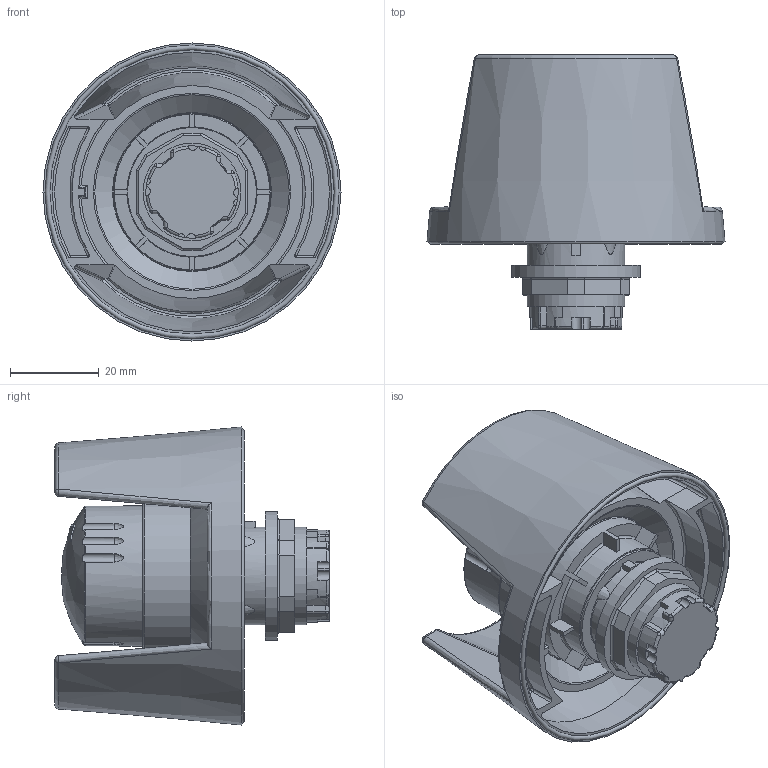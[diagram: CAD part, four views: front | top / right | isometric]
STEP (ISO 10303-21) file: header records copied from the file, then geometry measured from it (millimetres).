
FILE_DESCRIPTION(/* description */ (''),/* implementation_level */ '2;1');
FILE_NAME(/* name */ 'QRSKUV.stp',/* time_stamp */ '2017-08-22T09:16:29+02:00',/* author */ ('mharscher'),/* organization */ (''),/* preprocessor_version */ 'ST-DEVELOPER v16.1',/* originating_system */ 'Autodesk Inventor 2016',/* authorisation */ '');
FILE_SCHEMA (('AUTOMOTIVE_DESIGN { 1 0 10303 214 3 1 1 }'));
Length unit declared in the file: centimetre
Products named in the file (1): QRSKUV
Bounding box: 67 x 61.65 x 67 mm (x, y, z)
Volume: 58416.6 mm3; surface area: 32692.3 mm2
Topology: 1 solids, 5 shells, 437 faces, 1129 edges, 702 vertices
Faces by surface type: plane 172, cylinder 135, torus 58, bspline 33, sphere 22, cone 17
Full cylindrical faces by diameter (mm): 22 x2, 22.6 x1, 25.35 x1, 27.65 x1, 28.3 x1, 29 x1, 31.5 x1, 35 x1, 36 x1
Entity records: 14963 total; most frequent: CARTESIAN_POINT 4608, ORIENTED_EDGE 2200, DIRECTION 2146, EDGE_CURVE 1092, AXIS2_PLACEMENT_3D 845, VERTEX_POINT 693, EDGE_LOOP 473, LINE 456
